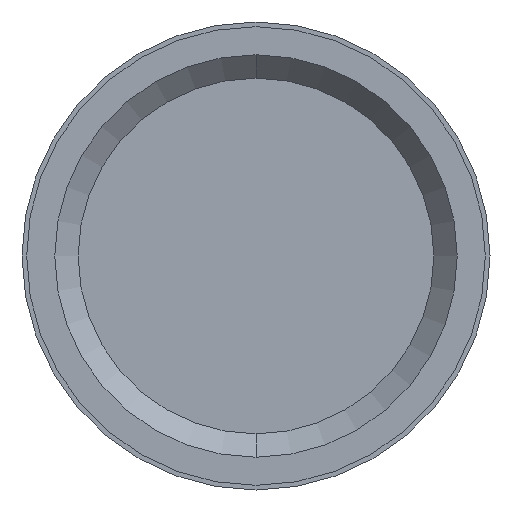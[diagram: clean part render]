
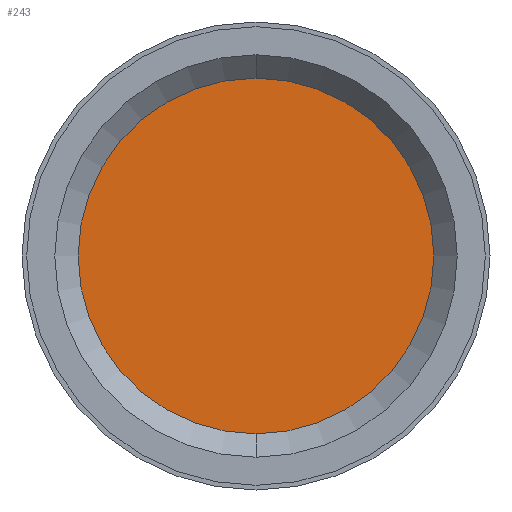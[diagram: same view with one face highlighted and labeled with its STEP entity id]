
A CAD part, front view. The second image highlights one B-rep face of the part: STEP entity #243.
In plain terms, the highlighted planar face has unit normal (0, -1, 0).
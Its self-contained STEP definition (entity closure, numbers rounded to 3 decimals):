
#15 = CIRCLE ( 'NONE', #71, 3.8 ) ;
#59 = AXIS2_PLACEMENT_3D ( 'NONE', #122, #286, #215 ) ;
#69 = CARTESIAN_POINT ( 'NONE',  ( 0., 3., -3.8 ) ) ;
#71 = AXIS2_PLACEMENT_3D ( 'NONE', #121, #308, #231 ) ;
#76 = VERTEX_POINT ( 'NONE', #152 ) ;
#81 = EDGE_LOOP ( 'NONE', ( #196, #119 ) ) ;
#91 = PLANE ( 'NONE',  #59 ) ;
#119 = ORIENTED_EDGE ( 'NONE', *, *, #198, .F. ) ;
#121 = CARTESIAN_POINT ( 'NONE',  ( 0., 3., 0. ) ) ;
#122 = CARTESIAN_POINT ( 'NONE',  ( 0., 3., 0. ) ) ;
#134 = EDGE_CURVE ( 'NONE', #218, #76, #248, .T. ) ;
#152 = CARTESIAN_POINT ( 'NONE',  ( 0., 3., 3.8 ) ) ;
#190 = AXIS2_PLACEMENT_3D ( 'NONE', #350, #191, #327 ) ;
#191 = DIRECTION ( 'NONE',  ( 0., 1., 0. ) ) ;
#196 = ORIENTED_EDGE ( 'NONE', *, *, #134, .F. ) ;
#198 = EDGE_CURVE ( 'NONE', #76, #218, #15, .T. ) ;
#215 = DIRECTION ( 'NONE',  ( 0., 0., 1. ) ) ;
#218 = VERTEX_POINT ( 'NONE', #69 ) ;
#231 = DIRECTION ( 'NONE',  ( 0., 0., 1. ) ) ;
#237 = FACE_OUTER_BOUND ( 'NONE', #81, .T. ) ;
#243 = ADVANCED_FACE ( 'NONE', ( #237 ), #91, .F. ) ;
#248 = CIRCLE ( 'NONE', #190, 3.8 ) ;
#286 = DIRECTION ( 'NONE',  ( 0., 1., 0. ) ) ;
#308 = DIRECTION ( 'NONE',  ( 0., 1., 0. ) ) ;
#327 = DIRECTION ( 'NONE',  ( 0., 0., 1. ) ) ;
#350 = CARTESIAN_POINT ( 'NONE',  ( 0., 3., 0. ) ) ;
